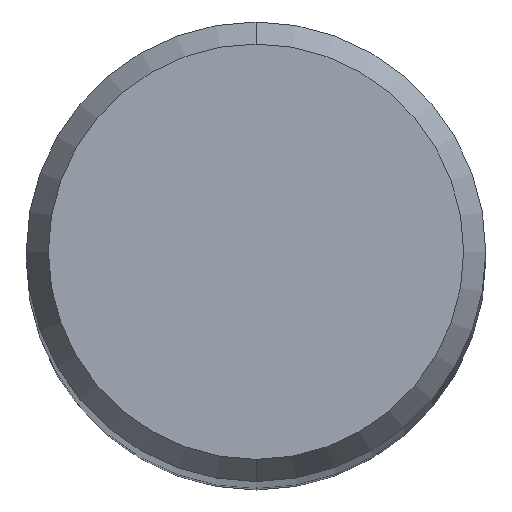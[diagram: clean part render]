
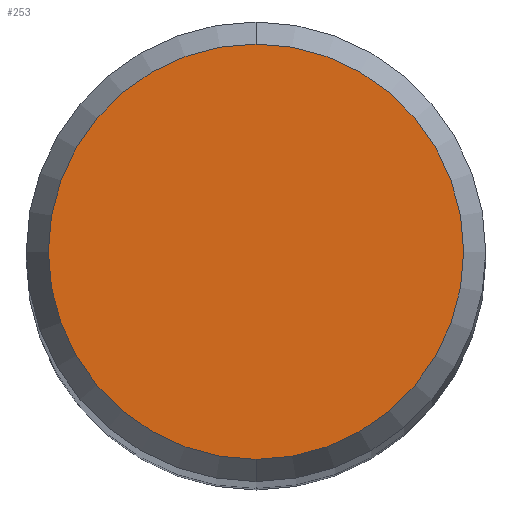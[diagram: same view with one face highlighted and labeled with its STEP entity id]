
A CAD part, top view. The second image highlights one B-rep face of the part: STEP entity #253.
In plain terms, the highlighted planar face has unit normal (0, 0, 1).
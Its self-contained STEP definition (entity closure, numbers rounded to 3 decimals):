
#169=VERTEX_POINT('',#423);
#253=ADVANCED_FACE('',(#513),#514,.T.);
#257=EDGE_CURVE('',#169,#259,#519,.T.);
#259=VERTEX_POINT('',#521);
#289=EDGE_CURVE('',#259,#169,#556,.T.);
#423=CARTESIAN_POINT('',(0.,-2.152,0.));
#513=FACE_OUTER_BOUND('',#895,.T.);
#514=PLANE('',#896);
#519=CIRCLE('',#902,2.152);
#521=CARTESIAN_POINT('',(0.0,2.152,0.));
#556=CIRCLE('',#977,2.152);
#895=EDGE_LOOP('',(#1324,#1325));
#896=AXIS2_PLACEMENT_3D('',#1326,#1327,#1328);
#902=AXIS2_PLACEMENT_3D('',#1337,#1338,#1339);
#977=AXIS2_PLACEMENT_3D('',#1404,#1405,#1406);
#1324=ORIENTED_EDGE('',*,*,#289,.F.);
#1325=ORIENTED_EDGE('',*,*,#257,.F.);
#1326=CARTESIAN_POINT('',(0.0,1.076,0.));
#1327=DIRECTION('',(-0.0,0.0,1.0));
#1328=DIRECTION('',(0.0,-1.0,0.0));
#1337=CARTESIAN_POINT('',(0.0,0.0,0.));
#1338=DIRECTION('',(0.0,0.0,-1.0));
#1339=DIRECTION('',(0.0,1.0,0.0));
#1404=CARTESIAN_POINT('',(0.0,0.0,0.));
#1405=DIRECTION('',(0.0,0.0,-1.0));
#1406=DIRECTION('',(0.0,1.0,0.0));
